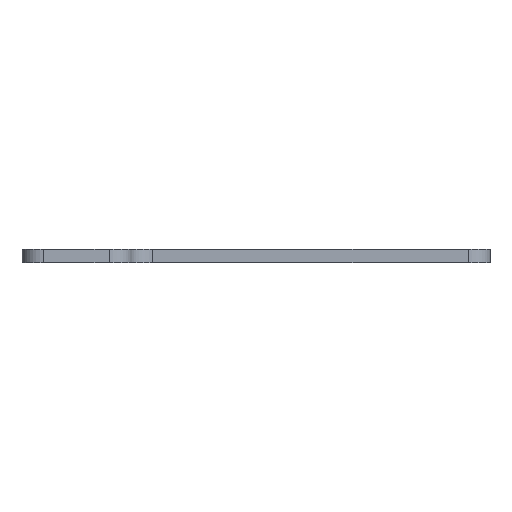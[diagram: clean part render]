
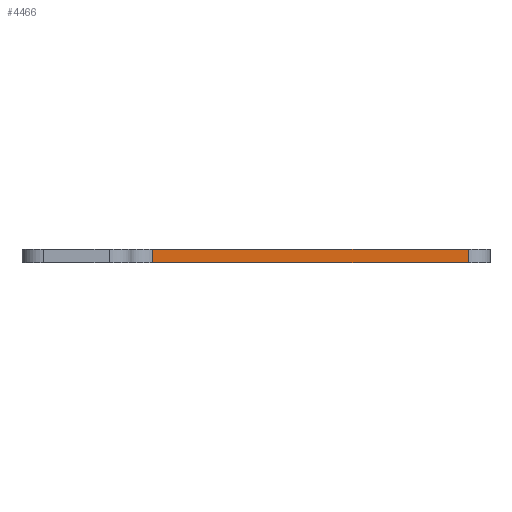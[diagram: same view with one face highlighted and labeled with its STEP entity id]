
A CAD part, left-side view. The second image highlights one B-rep face of the part: STEP entity #4466.
In plain terms, the highlighted planar face has unit normal (-1, 0, 0).
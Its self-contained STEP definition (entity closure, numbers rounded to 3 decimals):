
#84 = PLANE('',#85);
#85 = AXIS2_PLACEMENT_3D('',#86,#87,#88);
#86 = CARTESIAN_POINT('',(148.501,-99.502,1.6));
#87 = DIRECTION('',(0.,0.,1.));
#88 = DIRECTION('',(1.,0.,-0.));
#139 = PLANE('',#140);
#140 = AXIS2_PLACEMENT_3D('',#141,#142,#143);
#141 = CARTESIAN_POINT('',(148.501,-99.502,0.));
#142 = DIRECTION('',(0.,0.,1.));
#143 = DIRECTION('',(1.,0.,-0.));
#418 = VERTEX_POINT('',#419);
#419 = CARTESIAN_POINT('',(140.881,-92.939,0.));
#434 = CYLINDRICAL_SURFACE('',#435,2.54);
#435 = AXIS2_PLACEMENT_3D('',#436,#437,#438);
#436 = CARTESIAN_POINT('',(138.341,-92.939,0.));
#437 = DIRECTION('',(-0.,-0.,-1.));
#438 = DIRECTION('',(1.,0.,-0.));
#446 = EDGE_CURVE('',#447,#418,#449,.T.);
#447 = VERTEX_POINT('',#448);
#448 = CARTESIAN_POINT('',(140.881,-129.769,0.));
#449 = SURFACE_CURVE('',#450,(#454,#461),.PCURVE_S1.);
#450 = LINE('',#451,#452);
#451 = CARTESIAN_POINT('',(140.881,-129.769,0.));
#452 = VECTOR('',#453,1.);
#453 = DIRECTION('',(0.,1.,0.));
#454 = PCURVE('',#139,#455);
#455 = DEFINITIONAL_REPRESENTATION('',(#456),#460);
#456 = LINE('',#457,#458);
#457 = CARTESIAN_POINT('',(-7.62,-30.267));
#458 = VECTOR('',#459,1.);
#459 = DIRECTION('',(0.,1.));
#460 = ( GEOMETRIC_REPRESENTATION_CONTEXT(2) 
PARAMETRIC_REPRESENTATION_CONTEXT() REPRESENTATION_CONTEXT('2D SPACE',''
  ) );
#461 = PCURVE('',#462,#467);
#462 = PLANE('',#463);
#463 = AXIS2_PLACEMENT_3D('',#464,#465,#466);
#464 = CARTESIAN_POINT('',(140.881,-129.769,0.));
#465 = DIRECTION('',(-1.,0.,0.));
#466 = DIRECTION('',(0.,1.,0.));
#467 = DEFINITIONAL_REPRESENTATION('',(#468),#472);
#468 = LINE('',#469,#470);
#469 = CARTESIAN_POINT('',(0.,0.));
#470 = VECTOR('',#471,1.);
#471 = DIRECTION('',(1.,0.));
#472 = ( GEOMETRIC_REPRESENTATION_CONTEXT(2) 
PARAMETRIC_REPRESENTATION_CONTEXT() REPRESENTATION_CONTEXT('2D SPACE',''
  ) );
#491 = CYLINDRICAL_SURFACE('',#492,2.54);
#492 = AXIS2_PLACEMENT_3D('',#493,#494,#495);
#493 = CARTESIAN_POINT('',(143.421,-129.769,0.));
#494 = DIRECTION('',(-0.,-0.,-1.));
#495 = DIRECTION('',(1.,0.,-0.));
#2504 = VERTEX_POINT('',#2505);
#2505 = CARTESIAN_POINT('',(140.881,-92.939,1.6));
#2527 = EDGE_CURVE('',#2528,#2504,#2530,.T.);
#2528 = VERTEX_POINT('',#2529);
#2529 = CARTESIAN_POINT('',(140.881,-129.769,1.6));
#2530 = SURFACE_CURVE('',#2531,(#2535,#2542),.PCURVE_S1.);
#2531 = LINE('',#2532,#2533);
#2532 = CARTESIAN_POINT('',(140.881,-129.769,1.6));
#2533 = VECTOR('',#2534,1.);
#2534 = DIRECTION('',(0.,1.,0.));
#2535 = PCURVE('',#84,#2536);
#2536 = DEFINITIONAL_REPRESENTATION('',(#2537),#2541);
#2537 = LINE('',#2538,#2539);
#2538 = CARTESIAN_POINT('',(-7.62,-30.267));
#2539 = VECTOR('',#2540,1.);
#2540 = DIRECTION('',(0.,1.));
#2541 = ( GEOMETRIC_REPRESENTATION_CONTEXT(2) 
PARAMETRIC_REPRESENTATION_CONTEXT() REPRESENTATION_CONTEXT('2D SPACE',''
  ) );
#2542 = PCURVE('',#462,#2543);
#2543 = DEFINITIONAL_REPRESENTATION('',(#2544),#2548);
#2544 = LINE('',#2545,#2546);
#2545 = CARTESIAN_POINT('',(0.,-1.6));
#2546 = VECTOR('',#2547,1.);
#2547 = DIRECTION('',(1.,0.));
#2548 = ( GEOMETRIC_REPRESENTATION_CONTEXT(2) 
PARAMETRIC_REPRESENTATION_CONTEXT() REPRESENTATION_CONTEXT('2D SPACE',''
  ) );
#4416 = EDGE_CURVE('',#418,#2504,#4417,.T.);
#4417 = SURFACE_CURVE('',#4418,(#4422,#4429),.PCURVE_S1.);
#4418 = LINE('',#4419,#4420);
#4419 = CARTESIAN_POINT('',(140.881,-92.939,0.));
#4420 = VECTOR('',#4421,1.);
#4421 = DIRECTION('',(0.,0.,1.));
#4422 = PCURVE('',#434,#4423);
#4423 = DEFINITIONAL_REPRESENTATION('',(#4424),#4428);
#4424 = LINE('',#4425,#4426);
#4425 = CARTESIAN_POINT('',(0.,0.));
#4426 = VECTOR('',#4427,1.);
#4427 = DIRECTION('',(-0.,-1.));
#4428 = ( GEOMETRIC_REPRESENTATION_CONTEXT(2) 
PARAMETRIC_REPRESENTATION_CONTEXT() REPRESENTATION_CONTEXT('2D SPACE',''
  ) );
#4429 = PCURVE('',#462,#4430);
#4430 = DEFINITIONAL_REPRESENTATION('',(#4431),#4435);
#4431 = LINE('',#4432,#4433);
#4432 = CARTESIAN_POINT('',(36.83,0.));
#4433 = VECTOR('',#4434,1.);
#4434 = DIRECTION('',(0.,-1.));
#4435 = ( GEOMETRIC_REPRESENTATION_CONTEXT(2) 
PARAMETRIC_REPRESENTATION_CONTEXT() REPRESENTATION_CONTEXT('2D SPACE',''
  ) );
#4466 = ADVANCED_FACE('',(#4467),#462,.T.);
#4467 = FACE_BOUND('',#4468,.T.);
#4468 = EDGE_LOOP('',(#4469,#4490,#4491,#4492));
#4469 = ORIENTED_EDGE('',*,*,#4470,.T.);
#4470 = EDGE_CURVE('',#447,#2528,#4471,.T.);
#4471 = SURFACE_CURVE('',#4472,(#4476,#4483),.PCURVE_S1.);
#4472 = LINE('',#4473,#4474);
#4473 = CARTESIAN_POINT('',(140.881,-129.769,0.));
#4474 = VECTOR('',#4475,1.);
#4475 = DIRECTION('',(0.,0.,1.));
#4476 = PCURVE('',#462,#4477);
#4477 = DEFINITIONAL_REPRESENTATION('',(#4478),#4482);
#4478 = LINE('',#4479,#4480);
#4479 = CARTESIAN_POINT('',(0.,0.));
#4480 = VECTOR('',#4481,1.);
#4481 = DIRECTION('',(0.,-1.));
#4482 = ( GEOMETRIC_REPRESENTATION_CONTEXT(2) 
PARAMETRIC_REPRESENTATION_CONTEXT() REPRESENTATION_CONTEXT('2D SPACE',''
  ) );
#4483 = PCURVE('',#491,#4484);
#4484 = DEFINITIONAL_REPRESENTATION('',(#4485),#4489);
#4485 = LINE('',#4486,#4487);
#4486 = CARTESIAN_POINT('',(-3.141,0.));
#4487 = VECTOR('',#4488,1.);
#4488 = DIRECTION('',(-0.,-1.));
#4489 = ( GEOMETRIC_REPRESENTATION_CONTEXT(2) 
PARAMETRIC_REPRESENTATION_CONTEXT() REPRESENTATION_CONTEXT('2D SPACE',''
  ) );
#4490 = ORIENTED_EDGE('',*,*,#2527,.T.);
#4491 = ORIENTED_EDGE('',*,*,#4416,.F.);
#4492 = ORIENTED_EDGE('',*,*,#446,.F.);
